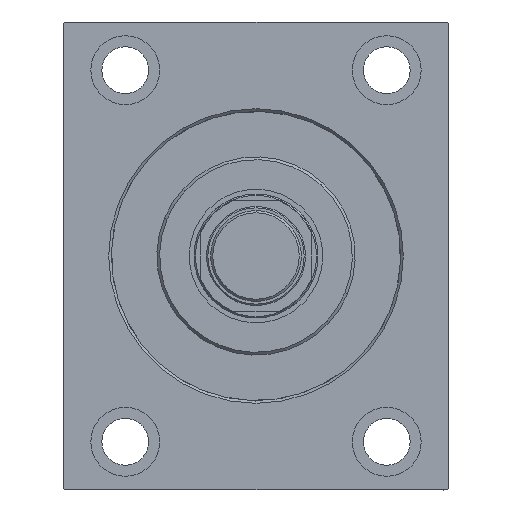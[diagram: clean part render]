
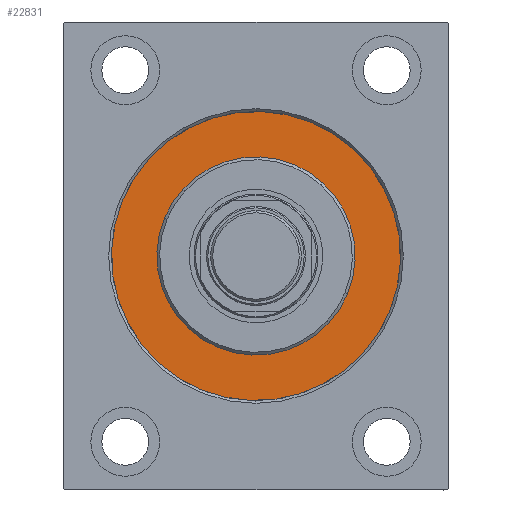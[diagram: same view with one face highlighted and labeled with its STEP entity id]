
A CAD part, left-side view. The second image highlights one B-rep face of the part: STEP entity #22831.
In plain terms, the highlighted face is planar.
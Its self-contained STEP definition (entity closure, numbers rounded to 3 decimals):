
#74 = ORIENTED_EDGE ( 'NONE', *, *, #37462, .F. ) ;
#1498 = DIRECTION ( 'NONE',  ( 0., 0., -1. ) ) ;
#4398 = CIRCLE ( 'NONE', #7962, 52.5 ) ;
#5345 = ORIENTED_EDGE ( 'NONE', *, *, #17779, .F. ) ;
#5503 = CARTESIAN_POINT ( 'NONE',  ( 0., 0., 36. ) ) ;
#6969 = FACE_BOUND ( 'NONE', #9039, .T. ) ;
#7962 = AXIS2_PLACEMENT_3D ( 'NONE', #16338, #30066, #15902 ) ;
#8440 = AXIS2_PLACEMENT_3D ( 'NONE', #43914, #20269, #13960 ) ;
#9039 = EDGE_LOOP ( 'NONE', ( #5345, #74 ) ) ;
#9781 = CARTESIAN_POINT ( 'NONE',  ( 0., 0., -52.5 ) ) ;
#10070 = AXIS2_PLACEMENT_3D ( 'NONE', #16959, #13599, #14036 ) ;
#11006 = DIRECTION ( 'NONE',  ( -1., 0., 0. ) ) ;
#11272 = VERTEX_POINT ( 'NONE', #9781 ) ;
#13599 = DIRECTION ( 'NONE',  ( 1., 0., 0. ) ) ;
#13960 = DIRECTION ( 'NONE',  ( 0., 0., 1. ) ) ;
#14036 = DIRECTION ( 'NONE',  ( 0., 0., -1. ) ) ;
#14792 = AXIS2_PLACEMENT_3D ( 'NONE', #27452, #11006, #21354 ) ;
#15902 = DIRECTION ( 'NONE',  ( 0., 0., 1. ) ) ;
#16326 = CIRCLE ( 'NONE', #8440, 52.5 ) ;
#16338 = CARTESIAN_POINT ( 'NONE',  ( 0., 0., 0. ) ) ;
#16959 = CARTESIAN_POINT ( 'NONE',  ( 0., 0., 0. ) ) ;
#17779 = EDGE_CURVE ( 'NONE', #31254, #32477, #21610, .T. ) ;
#17991 = AXIS2_PLACEMENT_3D ( 'NONE', #22832, #25330, #1498 ) ;
#20269 = DIRECTION ( 'NONE',  ( -1., 0., 0. ) ) ;
#21354 = DIRECTION ( 'NONE',  ( 0., 0., 1. ) ) ;
#21610 = CIRCLE ( 'NONE', #17991, 36. ) ;
#22788 = CARTESIAN_POINT ( 'NONE',  ( 0., 0., -36. ) ) ;
#22831 = ADVANCED_FACE ( 'NONE', ( #6969, #40937 ), #34860, .F. ) ;
#22832 = CARTESIAN_POINT ( 'NONE',  ( 0., 0., 0. ) ) ;
#25330 = DIRECTION ( 'NONE',  ( 1., 0., 0. ) ) ;
#27452 = CARTESIAN_POINT ( 'NONE',  ( 0., 0., 0. ) ) ;
#30066 = DIRECTION ( 'NONE',  ( -1., 0., 0. ) ) ;
#30387 = EDGE_CURVE ( 'NONE', #11272, #41651, #16326, .T. ) ;
#30932 = ORIENTED_EDGE ( 'NONE', *, *, #30387, .F. ) ;
#31223 = CARTESIAN_POINT ( 'NONE',  ( 0., 0., 52.5 ) ) ;
#31254 = VERTEX_POINT ( 'NONE', #5503 ) ;
#32477 = VERTEX_POINT ( 'NONE', #22788 ) ;
#33077 = CIRCLE ( 'NONE', #10070, 36. ) ;
#34860 = PLANE ( 'NONE',  #14792 ) ;
#37323 = EDGE_LOOP ( 'NONE', ( #30932, #41479 ) ) ;
#37462 = EDGE_CURVE ( 'NONE', #32477, #31254, #33077, .T. ) ;
#40937 = FACE_OUTER_BOUND ( 'NONE', #37323, .T. ) ;
#41479 = ORIENTED_EDGE ( 'NONE', *, *, #44532, .F. ) ;
#41651 = VERTEX_POINT ( 'NONE', #31223 ) ;
#43914 = CARTESIAN_POINT ( 'NONE',  ( 0., 0., 0. ) ) ;
#44532 = EDGE_CURVE ( 'NONE', #41651, #11272, #4398, .T. ) ;
